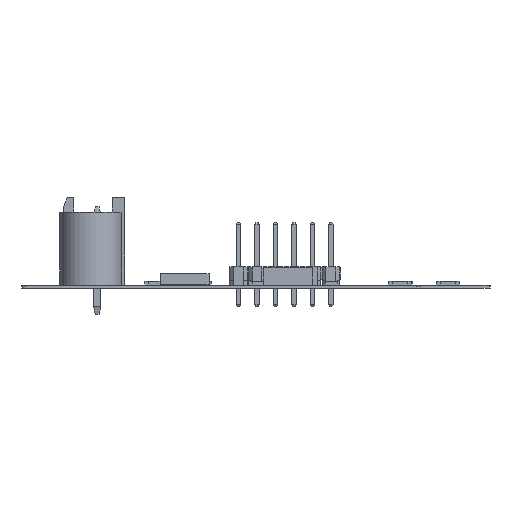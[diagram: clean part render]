
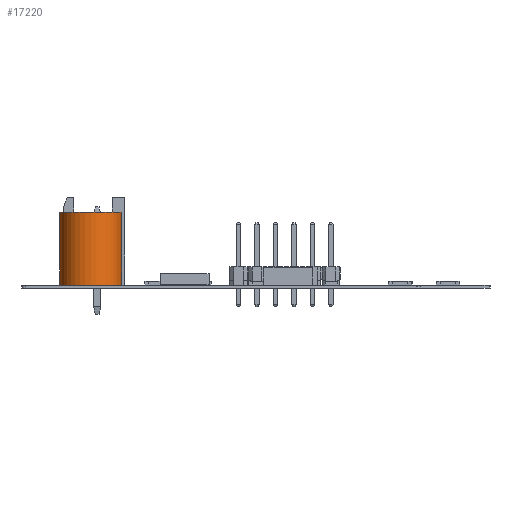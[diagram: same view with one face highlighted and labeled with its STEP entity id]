
A CAD part, left-side view. The second image highlights one B-rep face of the part: STEP entity #17220.
In plain terms, the highlighted cylindrical face has radius 4.25 mm (diameter 8.5 mm), a full revolution.
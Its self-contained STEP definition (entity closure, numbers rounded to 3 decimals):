
#17220 = ADVANCED_FACE('',(#17221),#17234,.T.);
#17221 = FACE_BOUND('',#17222,.T.);
#17222 = EDGE_LOOP('',(#17223,#17283,#17306,#17359));
#17223 = ORIENTED_EDGE('',*,*,#17224,.T.);
#17224 = EDGE_CURVE('',#17225,#17225,#17227,.T.);
#17225 = VERTEX_POINT('',#17226);
#17226 = CARTESIAN_POINT('',(4.25,0.,0.));
#17227 = SURFACE_CURVE('',#17228,(#17233,#17267),.PCURVE_S1.);
#17228 = CIRCLE('',#17229,4.25);
#17229 = AXIS2_PLACEMENT_3D('',#17230,#17231,#17232);
#17230 = CARTESIAN_POINT('',(0.,0.,0.));
#17231 = DIRECTION('',(0.,0.,1.));
#17232 = DIRECTION('',(1.,0.,0.));
#17233 = PCURVE('',#17234,#17239);
#17234 = CYLINDRICAL_SURFACE('',#17235,4.25);
#17235 = AXIS2_PLACEMENT_3D('',#17236,#17237,#17238);
#17236 = CARTESIAN_POINT('',(0.,0.,0.));
#17237 = DIRECTION('',(0.,0.,-1.));
#17238 = DIRECTION('',(1.,0.,0.));
#17239 = DEFINITIONAL_REPRESENTATION('',(#17240),#17266);
#17240 = B_SPLINE_CURVE_WITH_KNOTS('',3,(#17241,#17242,#17243,#17244,
    #17245,#17246,#17247,#17248,#17249,#17250,#17251,#17252,#17253,
    #17254,#17255,#17256,#17257,#17258,#17259,#17260,#17261,#17262,
    #17263,#17264,#17265),.UNSPECIFIED.,.F.,.F.,(4,1,1,1,1,1,1,1,1,1,1,1
    ,1,1,1,1,1,1,1,1,1,1,4),(0.,0.286,0.571,
    0.857,1.142,1.428,1.714,
    1.999,2.285,2.57,2.856,
    3.142,3.427,3.713,3.998,
    4.284,4.57,4.855,5.141,
    5.426,5.712,5.998,6.283),
  .QUASI_UNIFORM_KNOTS.);
#17241 = CARTESIAN_POINT('',(6.283,0.));
#17242 = CARTESIAN_POINT('',(6.188,0.));
#17243 = CARTESIAN_POINT('',(5.998,0.));
#17244 = CARTESIAN_POINT('',(5.712,0.));
#17245 = CARTESIAN_POINT('',(5.426,0.));
#17246 = CARTESIAN_POINT('',(5.141,0.));
#17247 = CARTESIAN_POINT('',(4.855,0.));
#17248 = CARTESIAN_POINT('',(4.57,0.));
#17249 = CARTESIAN_POINT('',(4.284,0.));
#17250 = CARTESIAN_POINT('',(3.998,0.));
#17251 = CARTESIAN_POINT('',(3.713,0.));
#17252 = CARTESIAN_POINT('',(3.427,0.));
#17253 = CARTESIAN_POINT('',(3.142,0.));
#17254 = CARTESIAN_POINT('',(2.856,0.));
#17255 = CARTESIAN_POINT('',(2.57,0.));
#17256 = CARTESIAN_POINT('',(2.285,0.));
#17257 = CARTESIAN_POINT('',(1.999,0.));
#17258 = CARTESIAN_POINT('',(1.714,0.));
#17259 = CARTESIAN_POINT('',(1.428,0.));
#17260 = CARTESIAN_POINT('',(1.142,0.));
#17261 = CARTESIAN_POINT('',(0.857,0.));
#17262 = CARTESIAN_POINT('',(0.571,0.));
#17263 = CARTESIAN_POINT('',(0.286,0.));
#17264 = CARTESIAN_POINT('',(0.095,0.));
#17265 = CARTESIAN_POINT('',(0.,0.));
#17266 = ( GEOMETRIC_REPRESENTATION_CONTEXT(2) 
PARAMETRIC_REPRESENTATION_CONTEXT() REPRESENTATION_CONTEXT('2D SPACE',''
  ) );
#17267 = PCURVE('',#17268,#17273);
#17268 = PLANE('',#17269);
#17269 = AXIS2_PLACEMENT_3D('',#17270,#17271,#17272);
#17270 = CARTESIAN_POINT('',(4.25,0.,0.));
#17271 = DIRECTION('',(0.,0.,-1.));
#17272 = DIRECTION('',(-1.,0.,0.));
#17273 = DEFINITIONAL_REPRESENTATION('',(#17274),#17282);
#17274 = ( BOUNDED_CURVE() B_SPLINE_CURVE(2,(#17275,#17276,#17277,#17278
    ,#17279,#17280,#17281),.UNSPECIFIED.,.F.,.F.) 
B_SPLINE_CURVE_WITH_KNOTS((1,2,2,2,2,1),(-2.094,0.,
    2.094,4.189,6.283,8.378),
.UNSPECIFIED.) CURVE() GEOMETRIC_REPRESENTATION_ITEM() 
RATIONAL_B_SPLINE_CURVE((1.,0.5,1.,0.5,1.,0.5,1.)) REPRESENTATION_ITEM(
  '') );
#17275 = CARTESIAN_POINT('',(0.,0.));
#17276 = CARTESIAN_POINT('',(0.,7.361));
#17277 = CARTESIAN_POINT('',(6.375,3.681));
#17278 = CARTESIAN_POINT('',(12.75,0.));
#17279 = CARTESIAN_POINT('',(6.375,-3.681));
#17280 = CARTESIAN_POINT('',(0.,-7.361));
#17281 = CARTESIAN_POINT('',(0.,0.));
#17282 = ( GEOMETRIC_REPRESENTATION_CONTEXT(2) 
PARAMETRIC_REPRESENTATION_CONTEXT() REPRESENTATION_CONTEXT('2D SPACE',''
  ) );
#17283 = ORIENTED_EDGE('',*,*,#17284,.T.);
#17284 = EDGE_CURVE('',#17225,#17285,#17287,.T.);
#17285 = VERTEX_POINT('',#17286);
#17286 = CARTESIAN_POINT('',(4.25,0.,10.));
#17287 = SEAM_CURVE('',#17288,(#17292,#17299),.PCURVE_S1.);
#17288 = LINE('',#17289,#17290);
#17289 = CARTESIAN_POINT('',(4.25,0.,0.));
#17290 = VECTOR('',#17291,1.);
#17291 = DIRECTION('',(0.,0.,1.));
#17292 = PCURVE('',#17234,#17293);
#17293 = DEFINITIONAL_REPRESENTATION('',(#17294),#17298);
#17294 = LINE('',#17295,#17296);
#17295 = CARTESIAN_POINT('',(0.,0.));
#17296 = VECTOR('',#17297,1.);
#17297 = DIRECTION('',(0.,-1.));
#17298 = ( GEOMETRIC_REPRESENTATION_CONTEXT(2) 
PARAMETRIC_REPRESENTATION_CONTEXT() REPRESENTATION_CONTEXT('2D SPACE',''
  ) );
#17299 = PCURVE('',#17234,#17300);
#17300 = DEFINITIONAL_REPRESENTATION('',(#17301),#17305);
#17301 = LINE('',#17302,#17303);
#17302 = CARTESIAN_POINT('',(6.283,0.));
#17303 = VECTOR('',#17304,1.);
#17304 = DIRECTION('',(0.,-1.));
#17305 = ( GEOMETRIC_REPRESENTATION_CONTEXT(2) 
PARAMETRIC_REPRESENTATION_CONTEXT() REPRESENTATION_CONTEXT('2D SPACE',''
  ) );
#17306 = ORIENTED_EDGE('',*,*,#17307,.F.);
#17307 = EDGE_CURVE('',#17285,#17285,#17308,.T.);
#17308 = SURFACE_CURVE('',#17309,(#17314,#17343),.PCURVE_S1.);
#17309 = CIRCLE('',#17310,4.25);
#17310 = AXIS2_PLACEMENT_3D('',#17311,#17312,#17313);
#17311 = CARTESIAN_POINT('',(0.,0.,10.));
#17312 = DIRECTION('',(0.,0.,1.));
#17313 = DIRECTION('',(1.,0.,0.));
#17314 = PCURVE('',#17234,#17315);
#17315 = DEFINITIONAL_REPRESENTATION('',(#17316),#17342);
#17316 = B_SPLINE_CURVE_WITH_KNOTS('',3,(#17317,#17318,#17319,#17320,
    #17321,#17322,#17323,#17324,#17325,#17326,#17327,#17328,#17329,
    #17330,#17331,#17332,#17333,#17334,#17335,#17336,#17337,#17338,
    #17339,#17340,#17341),.UNSPECIFIED.,.F.,.F.,(4,1,1,1,1,1,1,1,1,1,1,1
    ,1,1,1,1,1,1,1,1,1,1,4),(0.,0.286,0.571,
    0.857,1.142,1.428,1.714,
    1.999,2.285,2.57,2.856,
    3.142,3.427,3.713,3.998,
    4.284,4.57,4.855,5.141,
    5.426,5.712,5.998,6.283),
  .QUASI_UNIFORM_KNOTS.);
#17317 = CARTESIAN_POINT('',(6.283,-10.));
#17318 = CARTESIAN_POINT('',(6.188,-10.));
#17319 = CARTESIAN_POINT('',(5.998,-10.));
#17320 = CARTESIAN_POINT('',(5.712,-10.));
#17321 = CARTESIAN_POINT('',(5.426,-10.));
#17322 = CARTESIAN_POINT('',(5.141,-10.));
#17323 = CARTESIAN_POINT('',(4.855,-10.));
#17324 = CARTESIAN_POINT('',(4.57,-10.));
#17325 = CARTESIAN_POINT('',(4.284,-10.));
#17326 = CARTESIAN_POINT('',(3.998,-10.));
#17327 = CARTESIAN_POINT('',(3.713,-10.));
#17328 = CARTESIAN_POINT('',(3.427,-10.));
#17329 = CARTESIAN_POINT('',(3.142,-10.));
#17330 = CARTESIAN_POINT('',(2.856,-10.));
#17331 = CARTESIAN_POINT('',(2.57,-10.));
#17332 = CARTESIAN_POINT('',(2.285,-10.));
#17333 = CARTESIAN_POINT('',(1.999,-10.));
#17334 = CARTESIAN_POINT('',(1.714,-10.));
#17335 = CARTESIAN_POINT('',(1.428,-10.));
#17336 = CARTESIAN_POINT('',(1.142,-10.));
#17337 = CARTESIAN_POINT('',(0.857,-10.));
#17338 = CARTESIAN_POINT('',(0.571,-10.));
#17339 = CARTESIAN_POINT('',(0.286,-10.));
#17340 = CARTESIAN_POINT('',(0.095,-10.));
#17341 = CARTESIAN_POINT('',(0.,-10.));
#17342 = ( GEOMETRIC_REPRESENTATION_CONTEXT(2) 
PARAMETRIC_REPRESENTATION_CONTEXT() REPRESENTATION_CONTEXT('2D SPACE',''
  ) );
#17343 = PCURVE('',#17344,#17349);
#17344 = PLANE('',#17345);
#17345 = AXIS2_PLACEMENT_3D('',#17346,#17347,#17348);
#17346 = CARTESIAN_POINT('',(4.25,0.,10.));
#17347 = DIRECTION('',(0.,0.,-1.));
#17348 = DIRECTION('',(-1.,0.,0.));
#17349 = DEFINITIONAL_REPRESENTATION('',(#17350),#17358);
#17350 = ( BOUNDED_CURVE() B_SPLINE_CURVE(2,(#17351,#17352,#17353,#17354
    ,#17355,#17356,#17357),.UNSPECIFIED.,.F.,.F.) 
B_SPLINE_CURVE_WITH_KNOTS((1,2,2,2,2,1),(-2.094,0.,
    2.094,4.189,6.283,8.378),
.UNSPECIFIED.) CURVE() GEOMETRIC_REPRESENTATION_ITEM() 
RATIONAL_B_SPLINE_CURVE((1.,0.5,1.,0.5,1.,0.5,1.)) REPRESENTATION_ITEM(
  '') );
#17351 = CARTESIAN_POINT('',(0.,0.));
#17352 = CARTESIAN_POINT('',(0.,7.361));
#17353 = CARTESIAN_POINT('',(6.375,3.681));
#17354 = CARTESIAN_POINT('',(12.75,0.));
#17355 = CARTESIAN_POINT('',(6.375,-3.681));
#17356 = CARTESIAN_POINT('',(0.,-7.361));
#17357 = CARTESIAN_POINT('',(0.,0.));
#17358 = ( GEOMETRIC_REPRESENTATION_CONTEXT(2) 
PARAMETRIC_REPRESENTATION_CONTEXT() REPRESENTATION_CONTEXT('2D SPACE',''
  ) );
#17359 = ORIENTED_EDGE('',*,*,#17284,.F.);
